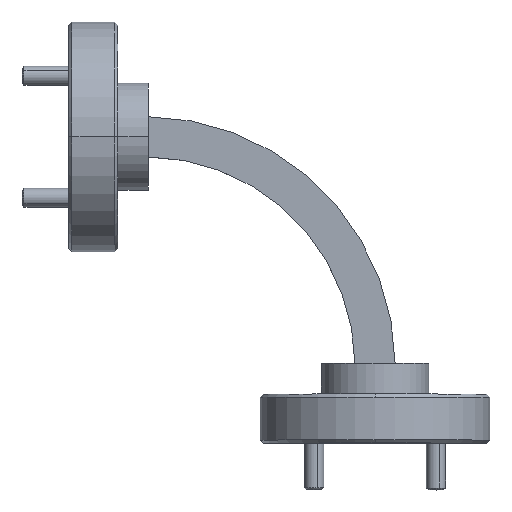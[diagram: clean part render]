
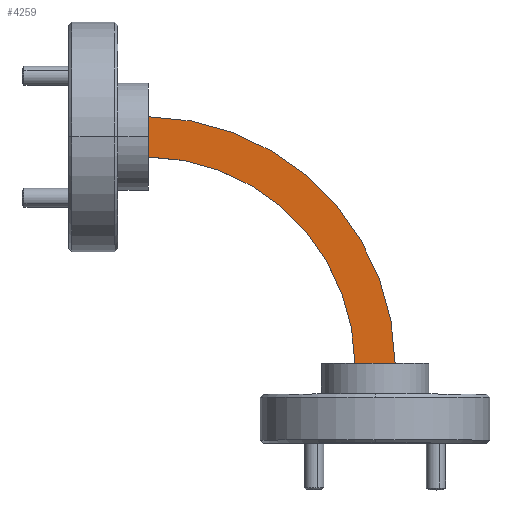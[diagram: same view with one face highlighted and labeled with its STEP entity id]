
A CAD part, top view. The second image highlights one B-rep face of the part: STEP entity #4259.
In plain terms, the highlighted planar face has unit normal (0, 0, 1).
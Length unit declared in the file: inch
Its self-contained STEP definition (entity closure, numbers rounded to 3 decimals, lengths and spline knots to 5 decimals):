
#5 = ORIENTED_EDGE ( 'NONE', *, *, #2794, .T. ) ;
#86 = CARTESIAN_POINT ( 'NONE',  ( 0.40091, 0.84406, -0.81054 ) ) ;
#482 = EDGE_LOOP ( 'NONE', ( #5659, #5253, #869, #5 ) ) ;
#521 = DIRECTION ( 'NONE',  ( -1., 0., 0. ) ) ;
#739 = EDGE_CURVE ( 'NONE', #2010, #4563, #3127, .T. ) ;
#869 = ORIENTED_EDGE ( 'NONE', *, *, #739, .F. ) ;
#1054 = CARTESIAN_POINT ( 'NONE',  ( 0.39091, 0.15964, -0.81054 ) ) ;
#1121 = DIRECTION ( 'NONE',  ( 1., 0., 0. ) ) ;
#1302 = CARTESIAN_POINT ( 'NONE',  ( 1.20635, 0.16964, -0.81054 ) ) ;
#1420 = CARTESIAN_POINT ( 'NONE',  ( 0.39091, 0.16964, -0.81054 ) ) ;
#2010 = VERTEX_POINT ( 'NONE', #86 ) ;
#2062 = DIRECTION ( 'NONE',  ( 0., 0., 1. ) ) ;
#2139 = DIRECTION ( 'NONE',  ( -1., 0., 0. ) ) ;
#2299 = CIRCLE ( 'NONE', #2956, 0.6845 ) ;
#2483 = VERTEX_POINT ( 'NONE', #1302 ) ;
#2520 = CARTESIAN_POINT ( 'NONE',  ( 0.40091, 0.97508, -0.81054 ) ) ;
#2610 = VERTEX_POINT ( 'NONE', #6863 ) ;
#2680 = EDGE_CURVE ( 'NONE', #2483, #2610, #6319, .T. ) ;
#2681 = CIRCLE ( 'NONE', #4261, 0.8155 ) ;
#2794 = EDGE_CURVE ( 'NONE', #2010, #2610, #2299, .T. ) ;
#2956 = AXIS2_PLACEMENT_3D ( 'NONE', #1054, #3168, #2139 ) ;
#3114 = CARTESIAN_POINT ( 'NONE',  ( 0.39091, 0.15964, -0.81054 ) ) ;
#3127 = LINE ( 'NONE', #5289, #4929 ) ;
#3168 = DIRECTION ( 'NONE',  ( 0., 0., -1. ) ) ;
#3371 = EDGE_CURVE ( 'NONE', #4563, #2483, #2681, .T. ) ;
#3419 = DIRECTION ( 'NONE',  ( -1., 0., 0. ) ) ;
#3715 = DIRECTION ( 'NONE',  ( 0., 0., -1. ) ) ;
#4259 = ADVANCED_FACE ( 'NONE', ( #4897 ), #6896, .T. ) ;
#4261 = AXIS2_PLACEMENT_3D ( 'NONE', #3114, #3715, #521 ) ;
#4563 = VERTEX_POINT ( 'NONE', #2520 ) ;
#4883 = VECTOR ( 'NONE', #3419, 39.37008 ) ;
#4897 = FACE_OUTER_BOUND ( 'NONE', #482, .T. ) ;
#4929 = VECTOR ( 'NONE', #6850, 39.37008 ) ;
#5253 = ORIENTED_EDGE ( 'NONE', *, *, #3371, .F. ) ;
#5289 = CARTESIAN_POINT ( 'NONE',  ( 0.40091, 0.84414, -0.81054 ) ) ;
#5422 = CARTESIAN_POINT ( 'NONE',  ( 0.39091, 0.84414, -0.81054 ) ) ;
#5659 = ORIENTED_EDGE ( 'NONE', *, *, #2680, .F. ) ;
#6319 = LINE ( 'NONE', #1420, #4883 ) ;
#6707 = AXIS2_PLACEMENT_3D ( 'NONE', #5422, #2062, #1121 ) ;
#6850 = DIRECTION ( 'NONE',  ( 0., 1., 0. ) ) ;
#6863 = CARTESIAN_POINT ( 'NONE',  ( 1.07533, 0.16964, -0.81054 ) ) ;
#6896 = PLANE ( 'NONE',  #6707 ) ;
